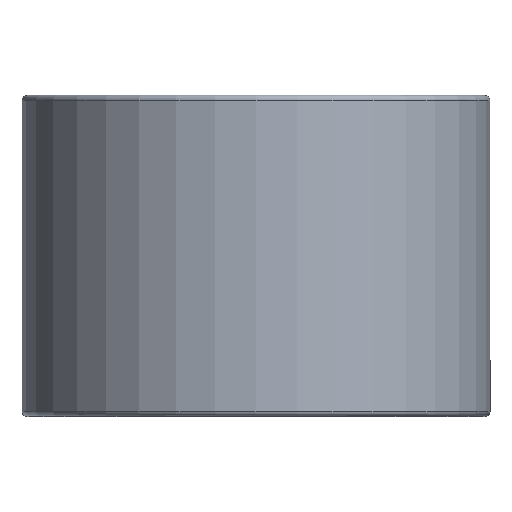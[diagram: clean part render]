
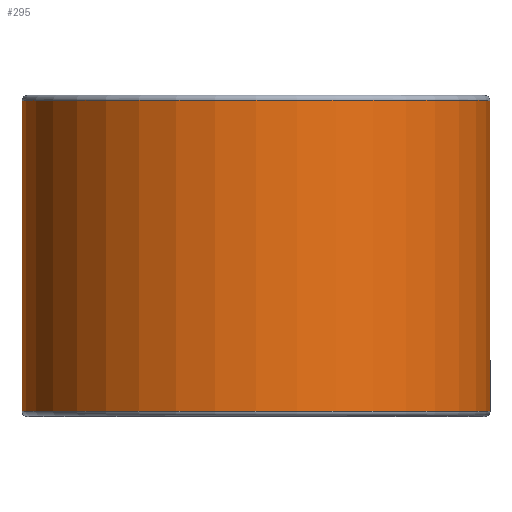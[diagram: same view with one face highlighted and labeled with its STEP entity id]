
A CAD part, top view. The second image highlights one B-rep face of the part: STEP entity #295.
In plain terms, the highlighted cylindrical face has radius 92.5 mm (diameter 185 mm), a full revolution.
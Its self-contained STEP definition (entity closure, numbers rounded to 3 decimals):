
#264=CARTESIAN_POINT('',(-92.5,184.837,0.));
#265=VERTEX_POINT('',#264);
#266=CARTESIAN_POINT('',(0.,184.837,0.0));
#267=DIRECTION('',(0.0,-1.0,0.0));
#268=DIRECTION('',(1.0,0.0,0.0));
#269=AXIS2_PLACEMENT_3D('',#266,#267,#268);
#270=CIRCLE('',#269,92.5);
#271=EDGE_CURVE('',#265,#265,#270,.T.);
#276=CARTESIAN_POINT('',(0.,246.294,0.0));
#277=DIRECTION('',(0.,1.0,0.0));
#278=DIRECTION('',(-1.0,0.0,0.0));
#279=AXIS2_PLACEMENT_3D('',#276,#277,#278);
#280=CYLINDRICAL_SURFACE('',#279,92.5);
#281=CARTESIAN_POINT('',(-92.5,307.75,0.0));
#282=VERTEX_POINT('',#281);
#283=CARTESIAN_POINT('',(0.,307.75,0.0));
#284=DIRECTION('',(0.0,1.0,0.0));
#285=DIRECTION('',(1.0,0.0,0.0));
#286=AXIS2_PLACEMENT_3D('',#283,#284,#285);
#287=CIRCLE('',#286,92.5);
#288=EDGE_CURVE('',#282,#282,#287,.T.);
#289=ORIENTED_EDGE('',*,*,#288,.F.);
#290=EDGE_LOOP('',(#289));
#291=FACE_OUTER_BOUND('',#290,.T.);
#292=ORIENTED_EDGE('',*,*,#271,.F.);
#293=EDGE_LOOP('',(#292));
#294=FACE_BOUND('',#293,.T.);
#295=ADVANCED_FACE('',(#291,#294),#280,.T.);
